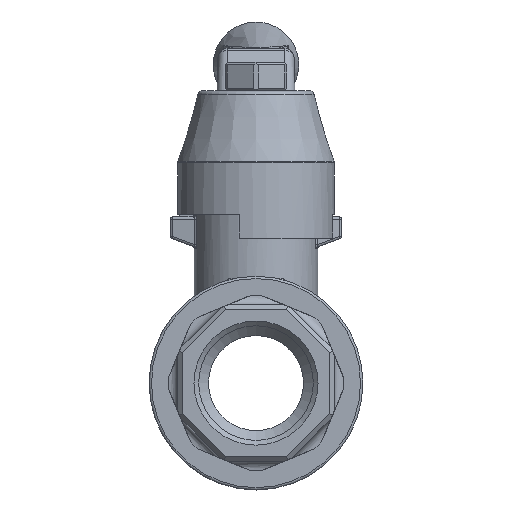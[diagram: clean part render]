
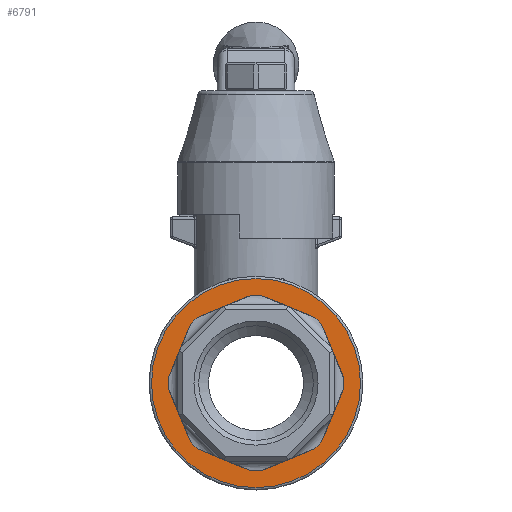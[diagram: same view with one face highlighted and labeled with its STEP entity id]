
A CAD part, front view. The second image highlights one B-rep face of the part: STEP entity #6791.
In plain terms, the highlighted planar face has unit normal (0, -1, 0).
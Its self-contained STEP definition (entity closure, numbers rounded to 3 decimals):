
#498=CIRCLE('',#7228,22.);
#1273=ORIENTED_EDGE('',*,*,#2529,.T.);
#1274=ORIENTED_EDGE('',*,*,#2530,.T.);
#1275=ORIENTED_EDGE('',*,*,#2531,.T.);
#1276=ORIENTED_EDGE('',*,*,#2532,.T.);
#1277=ORIENTED_EDGE('',*,*,#2533,.T.);
#1278=ORIENTED_EDGE('',*,*,#2534,.T.);
#1279=ORIENTED_EDGE('',*,*,#2535,.T.);
#1280=ORIENTED_EDGE('',*,*,#2536,.T.);
#1281=ORIENTED_EDGE('',*,*,#2537,.T.);
#1282=ORIENTED_EDGE('',*,*,#2538,.T.);
#1283=ORIENTED_EDGE('',*,*,#2539,.T.);
#1284=ORIENTED_EDGE('',*,*,#2540,.T.);
#1285=ORIENTED_EDGE('',*,*,#2541,.T.);
#1286=ORIENTED_EDGE('',*,*,#2542,.T.);
#1287=ORIENTED_EDGE('',*,*,#2543,.T.);
#1288=ORIENTED_EDGE('',*,*,#2544,.T.);
#1289=ORIENTED_EDGE('',*,*,#2545,.T.);
#2529=EDGE_CURVE('',#3190,#3190,#498,.F.);
#2530=EDGE_CURVE('',#3191,#3192,#3589,.T.);
#2531=EDGE_CURVE('',#3192,#3193,#3590,.F.);
#2532=EDGE_CURVE('',#3193,#3194,#3591,.T.);
#2533=EDGE_CURVE('',#3194,#3195,#3592,.F.);
#2534=EDGE_CURVE('',#3195,#3196,#3593,.T.);
#2535=EDGE_CURVE('',#3196,#3197,#3594,.F.);
#2536=EDGE_CURVE('',#3197,#3198,#3595,.T.);
#2537=EDGE_CURVE('',#3198,#3199,#3596,.F.);
#2538=EDGE_CURVE('',#3199,#3200,#3597,.T.);
#2539=EDGE_CURVE('',#3200,#3201,#3598,.F.);
#2540=EDGE_CURVE('',#3201,#3202,#3599,.T.);
#2541=EDGE_CURVE('',#3202,#3203,#3600,.F.);
#2542=EDGE_CURVE('',#3203,#3204,#3601,.T.);
#2543=EDGE_CURVE('',#3204,#3205,#3602,.F.);
#2544=EDGE_CURVE('',#3205,#3206,#3603,.T.);
#2545=EDGE_CURVE('',#3206,#3191,#3604,.F.);
#3190=VERTEX_POINT('',#10746);
#3191=VERTEX_POINT('',#10748);
#3192=VERTEX_POINT('',#10749);
#3193=VERTEX_POINT('',#10751);
#3194=VERTEX_POINT('',#10753);
#3195=VERTEX_POINT('',#10755);
#3196=VERTEX_POINT('',#10757);
#3197=VERTEX_POINT('',#10759);
#3198=VERTEX_POINT('',#10761);
#3199=VERTEX_POINT('',#10763);
#3200=VERTEX_POINT('',#10765);
#3201=VERTEX_POINT('',#10767);
#3202=VERTEX_POINT('',#10769);
#3203=VERTEX_POINT('',#10771);
#3204=VERTEX_POINT('',#10773);
#3205=VERTEX_POINT('',#10775);
#3206=VERTEX_POINT('',#10777);
#3589=LINE('',#10747,#3991);
#3590=LINE('',#10750,#3992);
#3591=LINE('',#10752,#3993);
#3592=LINE('',#10754,#3994);
#3593=LINE('',#10756,#3995);
#3594=LINE('',#10758,#3996);
#3595=LINE('',#10760,#3997);
#3596=LINE('',#10762,#3998);
#3597=LINE('',#10764,#3999);
#3598=LINE('',#10766,#4000);
#3599=LINE('',#10768,#4001);
#3600=LINE('',#10770,#4002);
#3601=LINE('',#10772,#4003);
#3602=LINE('',#10774,#4004);
#3603=LINE('',#10776,#4005);
#3604=LINE('',#10778,#4006);
#3991=VECTOR('',#8203,1000.);
#3992=VECTOR('',#8204,1000.);
#3993=VECTOR('',#8205,1000.);
#3994=VECTOR('',#8206,1000.);
#3995=VECTOR('',#8207,1000.);
#3996=VECTOR('',#8208,1000.);
#3997=VECTOR('',#8209,1000.);
#3998=VECTOR('',#8210,1000.);
#3999=VECTOR('',#8211,1000.);
#4000=VECTOR('',#8212,1000.);
#4001=VECTOR('',#8213,1000.);
#4002=VECTOR('',#8214,1000.);
#4003=VECTOR('',#8215,1000.);
#4004=VECTOR('',#8216,1000.);
#4005=VECTOR('',#8217,1000.);
#4006=VECTOR('',#8218,1000.);
#4354=EDGE_LOOP('',(#1273));
#4355=EDGE_LOOP('',(#1274,#1275,#1276,#1277,#1278,#1279,#1280,#1281,#1282,
#1283,#1284,#1285,#1286,#1287,#1288,#1289));
#4712=FACE_BOUND('',#4354,.T.);
#4713=FACE_BOUND('',#4355,.T.);
#4970=PLANE('',#7227);
#6791=ADVANCED_FACE('',(#4712,#4713),#4970,.F.);
#7227=AXIS2_PLACEMENT_3D('',#10744,#8199,#8200);
#7228=AXIS2_PLACEMENT_3D('',#10745,#8201,#8202);
#8199=DIRECTION('',(0.,1.,0.));
#8200=DIRECTION('',(0.,0.,1.));
#8201=DIRECTION('',(0.,1.,0.));
#8202=DIRECTION('',(0.,0.,1.));
#8203=DIRECTION('',(0.,0.,-1.));
#8204=DIRECTION('',(0.383,0.,0.924));
#8205=DIRECTION('',(-0.707,0.,-0.707));
#8206=DIRECTION('',(0.924,0.,0.383));
#8207=DIRECTION('',(-1.,0.,0.));
#8208=DIRECTION('',(0.924,0.,-0.383));
#8209=DIRECTION('',(-0.707,0.,0.707));
#8210=DIRECTION('',(0.383,0.,-0.924));
#8211=DIRECTION('',(0.,0.,1.));
#8212=DIRECTION('',(-0.383,0.,-0.924));
#8213=DIRECTION('',(0.707,0.,0.707));
#8214=DIRECTION('',(-0.924,0.,-0.383));
#8215=DIRECTION('',(1.,0.,0.));
#8216=DIRECTION('',(-0.924,0.,0.383));
#8217=DIRECTION('',(0.707,0.,-0.707));
#8218=DIRECTION('',(-0.383,0.,0.924));
#10744=CARTESIAN_POINT('',(0.,16.,0.));
#10745=CARTESIAN_POINT('',(0.,16.,0.));
#10746=CARTESIAN_POINT('',(0.,16.,22.));
#10747=CARTESIAN_POINT('',(18.5,16.,-6.835));
#10748=CARTESIAN_POINT('',(18.5,16.,1.006));
#10749=CARTESIAN_POINT('',(18.5,16.,-1.006));
#10750=CARTESIAN_POINT('',(16.146,16.,-6.688));
#10751=CARTESIAN_POINT('',(13.793,16.,-12.37));
#10752=CARTESIAN_POINT('',(8.249,16.,-17.914));
#10753=CARTESIAN_POINT('',(12.37,16.,-13.793));
#10754=CARTESIAN_POINT('',(6.688,16.,-16.146));
#10755=CARTESIAN_POINT('',(1.006,16.,-18.5));
#10756=CARTESIAN_POINT('',(-6.835,16.,-18.5));
#10757=CARTESIAN_POINT('',(-1.006,16.,-18.5));
#10758=CARTESIAN_POINT('',(-6.688,16.,-16.146));
#10759=CARTESIAN_POINT('',(-12.37,16.,-13.793));
#10760=CARTESIAN_POINT('',(-17.914,16.,-8.249));
#10761=CARTESIAN_POINT('',(-13.793,16.,-12.37));
#10762=CARTESIAN_POINT('',(-16.146,16.,-6.688));
#10763=CARTESIAN_POINT('',(-18.5,16.,-1.006));
#10764=CARTESIAN_POINT('',(-18.5,16.,6.835));
#10765=CARTESIAN_POINT('',(-18.5,16.,1.006));
#10766=CARTESIAN_POINT('',(-16.146,16.,6.688));
#10767=CARTESIAN_POINT('',(-13.793,16.,12.37));
#10768=CARTESIAN_POINT('',(-8.249,16.,17.914));
#10769=CARTESIAN_POINT('',(-12.37,16.,13.793));
#10770=CARTESIAN_POINT('',(-6.688,16.,16.146));
#10771=CARTESIAN_POINT('',(-1.006,16.,18.5));
#10772=CARTESIAN_POINT('',(6.835,16.,18.5));
#10773=CARTESIAN_POINT('',(1.006,16.,18.5));
#10774=CARTESIAN_POINT('',(6.688,16.,16.146));
#10775=CARTESIAN_POINT('',(12.37,16.,13.793));
#10776=CARTESIAN_POINT('',(17.914,16.,8.249));
#10777=CARTESIAN_POINT('',(13.793,16.,12.37));
#10778=CARTESIAN_POINT('',(16.146,16.,6.688));
